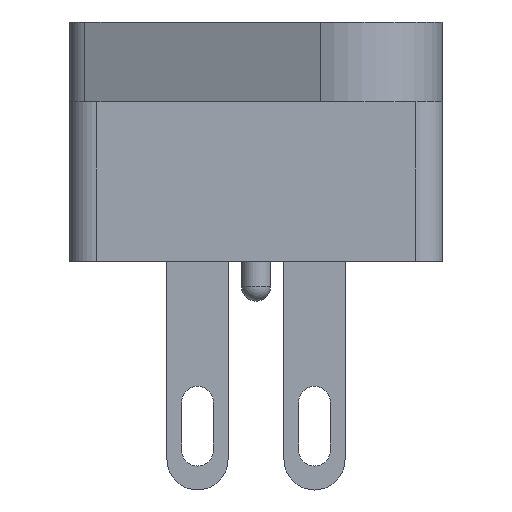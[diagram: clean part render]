
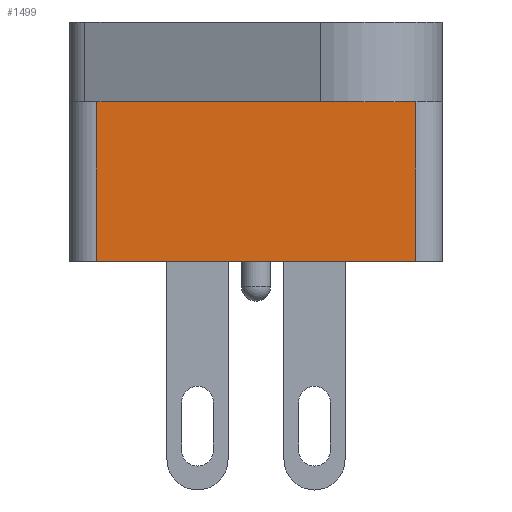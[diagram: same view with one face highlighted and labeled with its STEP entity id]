
A CAD part, front view. The second image highlights one B-rep face of the part: STEP entity #1499.
In plain terms, the highlighted planar face has unit normal (0, -1, 0).
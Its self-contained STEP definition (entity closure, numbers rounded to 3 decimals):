
#18 = EDGE_CURVE ( 'NONE', #16924, #16922, #7658, .T. ) ;
#24 = EDGE_CURVE ( 'NONE', #16933, #16914, #7667, .T. ) ;
#1106 = DIRECTION ( 'NONE',  ( 0., 1., 0. ) ) ;
#1113 = PLANE ( 'NONE',  #6360 ) ;
#1238 = CARTESIAN_POINT ( 'NONE',  ( 6., -12.7, -6. ) ) ;
#1283 = DIRECTION ( 'NONE',  ( 0., 0., 1. ) ) ;
#1499 = ADVANCED_FACE ( 'NONE', ( #8194 ), #1113, .F. ) ;
#2073 = CARTESIAN_POINT ( 'NONE',  ( 6., -12.7, 0. ) ) ;
#2153 = DIRECTION ( 'NONE',  ( -1., 0., 0. ) ) ;
#2163 = DIRECTION ( 'NONE',  ( -1., 0., 0. ) ) ;
#2165 = CARTESIAN_POINT ( 'NONE',  ( 6., -12.7, 0. ) ) ;
#2315 = EDGE_CURVE ( 'NONE', #3401, #16933, #10923, .T. ) ;
#2322 = EDGE_CURVE ( 'NONE', #3396, #16922, #10937, .T. ) ;
#2339 = EDGE_CURVE ( 'NONE', #7273, #16924, #10971, .T. ) ;
#2340 = EDGE_CURVE ( 'NONE', #3401, #3396, #10973, .T. ) ;
#2341 = EDGE_CURVE ( 'NONE', #7274, #16914, #10975, .T. ) ;
#2509 = EDGE_CURVE ( 'NONE', #7273, #7274, #11308, .T. ) ;
#3396 = VERTEX_POINT ( 'NONE', #14450 ) ;
#3401 = VERTEX_POINT ( 'NONE', #14455 ) ;
#3455 = EDGE_LOOP ( 'NONE', ( #4218, #4219, #4220, #4221, #4222, #4223, #4224, #4225 ) ) ;
#4218 = ORIENTED_EDGE ( 'NONE', *, *, #18, .T. ) ;
#4219 = ORIENTED_EDGE ( 'NONE', *, *, #2322, .F. ) ;
#4220 = ORIENTED_EDGE ( 'NONE', *, *, #2340, .F. ) ;
#4221 = ORIENTED_EDGE ( 'NONE', *, *, #2315, .T. ) ;
#4222 = ORIENTED_EDGE ( 'NONE', *, *, #24, .T. ) ;
#4223 = ORIENTED_EDGE ( 'NONE', *, *, #2341, .F. ) ;
#4224 = ORIENTED_EDGE ( 'NONE', *, *, #2509, .F. ) ;
#4225 = ORIENTED_EDGE ( 'NONE', *, *, #2339, .T. ) ;
#6360 = AXIS2_PLACEMENT_3D ( 'NONE', #1238, #1106, #1283 ) ;
#7273 = VERTEX_POINT ( 'NONE', #18347 ) ;
#7274 = VERTEX_POINT ( 'NONE', #18348 ) ;
#7658 = LINE ( 'NONE', #2073, #7662 ) ;
#7662 = VECTOR ( 'NONE', #2163, 1000. ) ;
#7667 = LINE ( 'NONE', #2165, #7670 ) ;
#7670 = VECTOR ( 'NONE', #2153, 1000. ) ;
#8194 = FACE_OUTER_BOUND ( 'NONE', #3455, .T. ) ;
#10777 = CARTESIAN_POINT ( 'NONE',  ( -0.6, -12.7, 1.2 ) ) ;
#10778 = DIRECTION ( 'NONE',  ( 0., 0., -1. ) ) ;
#10791 = CARTESIAN_POINT ( 'NONE',  ( 0.6, -12.7, 1.2 ) ) ;
#10792 = DIRECTION ( 'NONE',  ( 0., 0., -1. ) ) ;
#10824 = CARTESIAN_POINT ( 'NONE',  ( 6., -12.7, -6. ) ) ;
#10825 = DIRECTION ( 'NONE',  ( 0., 0., 1. ) ) ;
#10826 = CARTESIAN_POINT ( 'NONE',  ( 0.6, -12.7, 1.2 ) ) ;
#10827 = DIRECTION ( 'NONE',  ( 1., 0., 0. ) ) ;
#10828 = CARTESIAN_POINT ( 'NONE',  ( -6., -12.7, -6. ) ) ;
#10829 = DIRECTION ( 'NONE',  ( 0., 0., 1. ) ) ;
#10923 = LINE ( 'NONE', #10777, #10926 ) ;
#10926 = VECTOR ( 'NONE', #10778, 1000. ) ;
#10937 = LINE ( 'NONE', #10791, #10940 ) ;
#10940 = VECTOR ( 'NONE', #10792, 1000. ) ;
#10971 = LINE ( 'NONE', #10824, #10974 ) ;
#10973 = LINE ( 'NONE', #10826, #10976 ) ;
#10974 = VECTOR ( 'NONE', #10825, 1000. ) ;
#10975 = LINE ( 'NONE', #10828, #10978 ) ;
#10976 = VECTOR ( 'NONE', #10827, 1000. ) ;
#10978 = VECTOR ( 'NONE', #10829, 1000. ) ;
#11308 = LINE ( 'NONE', #12328, #11310 ) ;
#11310 = VECTOR ( 'NONE', #12323, 1000. ) ;
#12323 = DIRECTION ( 'NONE',  ( -1., 0., 0. ) ) ;
#12328 = CARTESIAN_POINT ( 'NONE',  ( 6., -12.7, -6. ) ) ;
#14450 = CARTESIAN_POINT ( 'NONE',  ( 0.6, -12.7, 1.2 ) ) ;
#14455 = CARTESIAN_POINT ( 'NONE',  ( -0.6, -12.7, 1.2 ) ) ;
#16914 = VERTEX_POINT ( 'NONE', #18798 ) ;
#16922 = VERTEX_POINT ( 'NONE', #18802 ) ;
#16924 = VERTEX_POINT ( 'NONE', #18803 ) ;
#16933 = VERTEX_POINT ( 'NONE', #18808 ) ;
#18347 = CARTESIAN_POINT ( 'NONE',  ( 6., -12.7, -6. ) ) ;
#18348 = CARTESIAN_POINT ( 'NONE',  ( -6., -12.7, -6. ) ) ;
#18798 = CARTESIAN_POINT ( 'NONE',  ( -6., -12.7, 0. ) ) ;
#18802 = CARTESIAN_POINT ( 'NONE',  ( 0.6, -12.7, 0. ) ) ;
#18803 = CARTESIAN_POINT ( 'NONE',  ( 6., -12.7, 0. ) ) ;
#18808 = CARTESIAN_POINT ( 'NONE',  ( -0.6, -12.7, 0. ) ) ;
